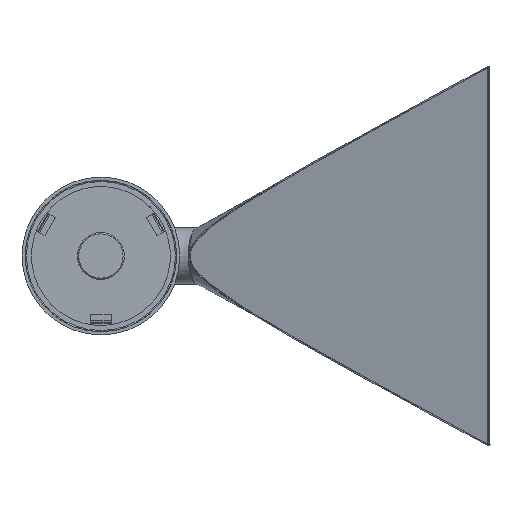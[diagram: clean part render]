
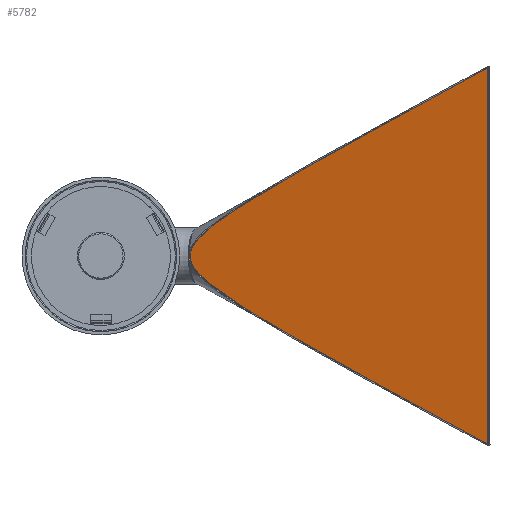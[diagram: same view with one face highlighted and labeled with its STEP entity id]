
A CAD part, front view. The second image highlights one B-rep face of the part: STEP entity #5782.
In plain terms, the highlighted planar face has unit normal (-0.263, -0.965, 0).
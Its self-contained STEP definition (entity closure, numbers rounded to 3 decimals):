
#64 = DIRECTION ( 'NONE',  ( -0.965, 0.263, 0. ) ) ;
#133 = DIRECTION ( 'NONE',  ( -0.855, 0.233, 0.463 ) ) ;
#175 = LINE ( 'NONE', #1803, #10546 ) ;
#191 = LINE ( 'NONE', #11169, #6593 ) ;
#200 = LINE ( 'NONE', #6673, #4530 ) ;
#263 = VERTEX_POINT ( 'NONE', #2600 ) ;
#270 = DIRECTION ( 'NONE',  ( 0.263, 0.965, 0. ) ) ;
#291 = DIRECTION ( 'NONE',  ( 0.965, -0.263, 0. ) ) ;
#421 = EDGE_LOOP ( 'NONE', ( #10535, #7281, #9236, #4084, #7343, #1239, #11194, #7246, #2169, #9943, #11190, #10311, #7438, #9046, #4089 ) ) ;
#438 = CARTESIAN_POINT ( 'NONE',  ( 356.106, 992.905, -157.558 ) ) ;
#650 = VECTOR ( 'NONE', #3709, 1000. ) ;
#710 = VECTOR ( 'NONE', #10760, 1000. ) ;
#729 = AXIS2_PLACEMENT_3D ( 'NONE', #9793, #1508, #291 ) ;
#859 = VERTEX_POINT ( 'NONE', #1357 ) ;
#882 = CARTESIAN_POINT ( 'NONE',  ( 515.138, 949.548, -426.654 ) ) ;
#948 = VERTEX_POINT ( 'NONE', #3221 ) ;
#1081 = CARTESIAN_POINT ( 'NONE',  ( 228.521, 1027.689, -83.095 ) ) ;
#1186 = LINE ( 'NONE', #5649, #650 ) ;
#1187 = DIRECTION ( 'NONE',  ( -0.965, 0.263, 0. ) ) ;
#1193 = CARTESIAN_POINT ( 'NONE',  ( 515.138, 949.548, 426.654 ) ) ;
#1203 = EDGE_CURVE ( 'NONE', #4531, #263, #2284, .T. ) ;
#1239 = ORIENTED_EDGE ( 'NONE', *, *, #1203, .F. ) ;
#1357 = CARTESIAN_POINT ( 'NONE',  ( 421.737, 975.012, -194.014 ) ) ;
#1468 = LINE ( 'NONE', #438, #710 ) ;
#1471 = EDGE_CURVE ( 'NONE', #263, #8277, #1519, .T. ) ;
#1508 = DIRECTION ( 'NONE',  ( 0.263, 0.965, 0. ) ) ;
#1519 = CIRCLE ( 'NONE', #3061, 121.5 ) ;
#1803 = CARTESIAN_POINT ( 'NONE',  ( 540.839, 942.541, 259.102 ) ) ;
#1845 = DIRECTION ( 'NONE',  ( 0.263, 0.965, 0. ) ) ;
#1970 = LINE ( 'NONE', #10191, #10305 ) ;
#1990 = CARTESIAN_POINT ( 'NONE',  ( 612.288, 923.062, -297.791 ) ) ;
#2087 = DIRECTION ( 'NONE',  ( 0.965, -0.263, 0. ) ) ;
#2169 = ORIENTED_EDGE ( 'NONE', *, *, #11922, .F. ) ;
#2284 = CIRCLE ( 'NONE', #4384, 34. ) ;
#2313 = CARTESIAN_POINT ( 'NONE',  ( 356.106, 992.905, 157.558 ) ) ;
#2563 = AXIS2_PLACEMENT_3D ( 'NONE', #882, #3713, #3774 ) ;
#2600 = CARTESIAN_POINT ( 'NONE',  ( 146.514, 1050.046, 17.738 ) ) ;
#2862 = CARTESIAN_POINT ( 'NONE',  ( 612.288, 923.062, -297.791 ) ) ;
#2881 = CARTESIAN_POINT ( 'NONE',  ( 1901.361, 571.62, -2841.559 ) ) ;
#2932 = VERTEX_POINT ( 'NONE', #6139 ) ;
#2983 = DIRECTION ( 'NONE',  ( 0.263, 0.965, 0. ) ) ;
#3040 = DIRECTION ( 'NONE',  ( 0.263, 0.965, 0. ) ) ;
#3046 = DIRECTION ( 'NONE',  ( -0.853, 0.233, 0.466 ) ) ;
#3052 = CIRCLE ( 'NONE', #3812, 34. ) ;
#3061 = AXIS2_PLACEMENT_3D ( 'NONE', #5050, #8862, #5959 ) ;
#3221 = CARTESIAN_POINT ( 'NONE',  ( 612.288, 923.062, 297.791 ) ) ;
#3395 = EDGE_CURVE ( 'NONE', #2932, #4733, #175, .T. ) ;
#3639 = VERTEX_POINT ( 'NONE', #7875 ) ;
#3709 = DIRECTION ( 'NONE',  ( 0.855, -0.233, 0.463 ) ) ;
#3713 = DIRECTION ( 'NONE',  ( 0.263, 0.965, 0. ) ) ;
#3748 = PLANE ( 'NONE',  #9923 ) ;
#3774 = DIRECTION ( 'NONE',  ( -0.965, 0.263, 0. ) ) ;
#3812 = AXIS2_PLACEMENT_3D ( 'NONE', #5977, #10504, #9541 ) ;
#3855 = DIRECTION ( 'NONE',  ( 0.853, -0.233, 0.466 ) ) ;
#3874 = FACE_OUTER_BOUND ( 'NONE', #421, .T. ) ;
#3960 = VERTEX_POINT ( 'NONE', #1990 ) ;
#4084 = ORIENTED_EDGE ( 'NONE', *, *, #10614, .F. ) ;
#4089 = ORIENTED_EDGE ( 'NONE', *, *, #5403, .F. ) ;
#4272 = EDGE_CURVE ( 'NONE', #8616, #10083, #4977, .T. ) ;
#4384 = AXIS2_PLACEMENT_3D ( 'NONE', #7722, #270, #1187 ) ;
#4487 = AXIS2_PLACEMENT_3D ( 'NONE', #2881, #1845, #7658 ) ;
#4530 = VECTOR ( 'NONE', #3046, 1000. ) ;
#4531 = VERTEX_POINT ( 'NONE', #4684 ) ;
#4684 = CARTESIAN_POINT ( 'NONE',  ( 140.507, 1051.684, 0. ) ) ;
#4717 = CARTESIAN_POINT ( 'NONE',  ( 173.528, 1042.682, 45.287 ) ) ;
#4733 = VERTEX_POINT ( 'NONE', #11008 ) ;
#4949 = AXIS2_PLACEMENT_3D ( 'NONE', #11237, #2983, #2087 ) ;
#4977 = CIRCLE ( 'NONE', #729, 3400. ) ;
#5013 = VERTEX_POINT ( 'NONE', #2313 ) ;
#5050 = CARTESIAN_POINT ( 'NONE',  ( 241.152, 1024.245, -53.957 ) ) ;
#5390 = EDGE_CURVE ( 'NONE', #9621, #5013, #10100, .T. ) ;
#5403 = EDGE_CURVE ( 'NONE', #4733, #948, #1186, .T. ) ;
#5420 = CARTESIAN_POINT ( 'NONE',  ( 228.521, 1027.689, 83.095 ) ) ;
#5436 = EDGE_CURVE ( 'NONE', #5013, #2932, #1970, .T. ) ;
#5610 = AXIS2_PLACEMENT_3D ( 'NONE', #1193, #9712, #8801 ) ;
#5649 = CARTESIAN_POINT ( 'NONE',  ( 612.288, 923.062, 297.791 ) ) ;
#5742 = VECTOR ( 'NONE', #133, 1000. ) ;
#5782 = ADVANCED_FACE ( 'NONE', ( #3874 ), #3748, .F. ) ;
#5922 = CIRCLE ( 'NONE', #4949, 121.5 ) ;
#5959 = DIRECTION ( 'NONE',  ( -0.965, 0.263, 0. ) ) ;
#5977 = CARTESIAN_POINT ( 'NONE',  ( 173.255, 1042.756, 1.953 ) ) ;
#5984 = CARTESIAN_POINT ( 'NONE',  ( 146.514, 1050.046, -17.738 ) ) ;
#6139 = CARTESIAN_POINT ( 'NONE',  ( 421.737, 975.012, 194.014 ) ) ;
#6593 = VECTOR ( 'NONE', #9498, 1000. ) ;
#6630 = DIRECTION ( 'NONE',  ( 0.85, -0.232, 0.472 ) ) ;
#6673 = CARTESIAN_POINT ( 'NONE',  ( 540.839, 942.541, -259.102 ) ) ;
#7246 = ORIENTED_EDGE ( 'NONE', *, *, #7556, .F. ) ;
#7281 = ORIENTED_EDGE ( 'NONE', *, *, #5436, .F. ) ;
#7343 = ORIENTED_EDGE ( 'NONE', *, *, #1471, .F. ) ;
#7412 = EDGE_CURVE ( 'NONE', #7851, #859, #200, .T. ) ;
#7438 = ORIENTED_EDGE ( 'NONE', *, *, #8187, .F. ) ;
#7556 = EDGE_CURVE ( 'NONE', #3639, #8581, #5922, .T. ) ;
#7622 = CARTESIAN_POINT ( 'NONE',  ( 356.106, 992.905, -157.558 ) ) ;
#7623 = EDGE_CURVE ( 'NONE', #859, #8616, #1468, .T. ) ;
#7641 = CARTESIAN_POINT ( 'NONE',  ( 1901.361, 571.62, -2841.559 ) ) ;
#7658 = DIRECTION ( 'NONE',  ( -0.965, 0.263, 0. ) ) ;
#7722 = CARTESIAN_POINT ( 'NONE',  ( 173.255, 1042.756, -1.953 ) ) ;
#7851 = VERTEX_POINT ( 'NONE', #10321 ) ;
#7875 = CARTESIAN_POINT ( 'NONE',  ( 173.528, 1042.682, -45.287 ) ) ;
#8187 = EDGE_CURVE ( 'NONE', #3960, #7851, #11905, .T. ) ;
#8277 = VERTEX_POINT ( 'NONE', #4717 ) ;
#8349 = CIRCLE ( 'NONE', #2563, 590. ) ;
#8581 = VERTEX_POINT ( 'NONE', #5984 ) ;
#8616 = VERTEX_POINT ( 'NONE', #7622 ) ;
#8801 = DIRECTION ( 'NONE',  ( 0.965, -0.263, 0. ) ) ;
#8862 = DIRECTION ( 'NONE',  ( 0.263, 0.965, 0. ) ) ;
#9046 = ORIENTED_EDGE ( 'NONE', *, *, #11804, .F. ) ;
#9236 = ORIENTED_EDGE ( 'NONE', *, *, #5390, .F. ) ;
#9498 = DIRECTION ( 'NONE',  ( 0., 0., -1. ) ) ;
#9541 = DIRECTION ( 'NONE',  ( 0.965, -0.263, 0. ) ) ;
#9621 = VERTEX_POINT ( 'NONE', #5420 ) ;
#9712 = DIRECTION ( 'NONE',  ( 0.263, 0.965, 0. ) ) ;
#9793 = CARTESIAN_POINT ( 'NONE',  ( 1901.361, 571.62, 2841.559 ) ) ;
#9923 = AXIS2_PLACEMENT_3D ( 'NONE', #7641, #3040, #64 ) ;
#9943 = ORIENTED_EDGE ( 'NONE', *, *, #4272, .F. ) ;
#10083 = VERTEX_POINT ( 'NONE', #1081 ) ;
#10100 = CIRCLE ( 'NONE', #4487, 3400. ) ;
#10191 = CARTESIAN_POINT ( 'NONE',  ( 356.106, 992.905, 157.558 ) ) ;
#10259 = EDGE_CURVE ( 'NONE', #8581, #4531, #3052, .T. ) ;
#10305 = VECTOR ( 'NONE', #6630, 1000. ) ;
#10311 = ORIENTED_EDGE ( 'NONE', *, *, #7412, .F. ) ;
#10321 = CARTESIAN_POINT ( 'NONE',  ( 540.839, 942.541, -259.102 ) ) ;
#10504 = DIRECTION ( 'NONE',  ( 0.263, 0.965, 0. ) ) ;
#10535 = ORIENTED_EDGE ( 'NONE', *, *, #3395, .F. ) ;
#10546 = VECTOR ( 'NONE', #3855, 1000. ) ;
#10614 = EDGE_CURVE ( 'NONE', #8277, #9621, #8349, .T. ) ;
#10760 = DIRECTION ( 'NONE',  ( -0.85, 0.232, 0.472 ) ) ;
#11008 = CARTESIAN_POINT ( 'NONE',  ( 540.839, 942.541, 259.102 ) ) ;
#11169 = CARTESIAN_POINT ( 'NONE',  ( 612.288, 923.062, -297.791 ) ) ;
#11190 = ORIENTED_EDGE ( 'NONE', *, *, #7623, .F. ) ;
#11194 = ORIENTED_EDGE ( 'NONE', *, *, #10259, .F. ) ;
#11237 = CARTESIAN_POINT ( 'NONE',  ( 241.152, 1024.245, 53.957 ) ) ;
#11590 = CIRCLE ( 'NONE', #5610, 590. ) ;
#11804 = EDGE_CURVE ( 'NONE', #948, #3960, #191, .T. ) ;
#11905 = LINE ( 'NONE', #2862, #5742 ) ;
#11922 = EDGE_CURVE ( 'NONE', #10083, #3639, #11590, .T. ) ;
